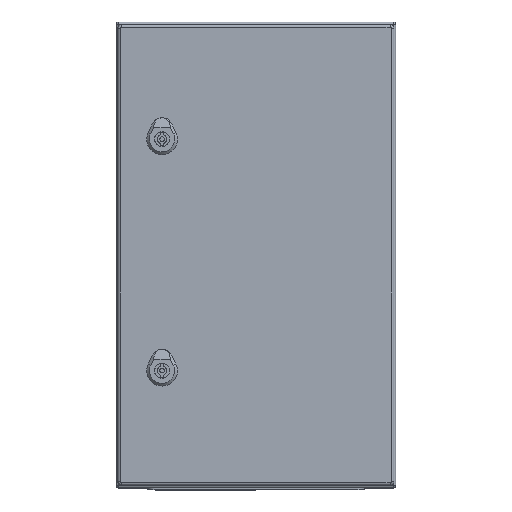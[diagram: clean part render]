
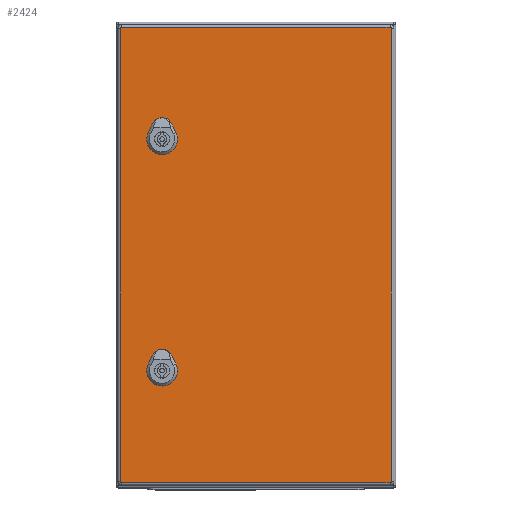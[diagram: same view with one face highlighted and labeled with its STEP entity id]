
A CAD part, top view. The second image highlights one B-rep face of the part: STEP entity #2424.
In plain terms, the highlighted face is planar.
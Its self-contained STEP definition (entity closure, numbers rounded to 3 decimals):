
#1447=FACE_BOUND('',#3685,.T.);
#1448=FACE_BOUND('',#3686,.T.);
#1449=FACE_BOUND('',#3687,.T.);
#2007=CIRCLE('',#10107,1.4);
#2008=CIRCLE('',#10108,1.4);
#2009=CIRCLE('',#10109,1.4);
#2010=CIRCLE('',#10110,1.4);
#2011=CIRCLE('',#10111,11.25);
#2012=CIRCLE('',#10112,11.25);
#2013=CIRCLE('',#10113,11.25);
#2014=CIRCLE('',#10114,11.25);
#2015=CIRCLE('',#10115,11.25);
#2016=CIRCLE('',#10116,11.25);
#2017=CIRCLE('',#10117,11.25);
#2018=CIRCLE('',#10118,11.25);
#2424=ADVANCED_FACE('',(#1447,#1448,#1449),#2733,.F.);
#2733=PLANE('',#10119);
#3685=EDGE_LOOP('',(#5195,#5196,#5197,#5198,#5199,#5200,#5201,#5202));
#3686=EDGE_LOOP('',(#5203,#5204,#5205,#5206,#5207,#5208,#5209,#5210));
#3687=EDGE_LOOP('',(#5211,#5212,#5213,#5214,#5215,#5216,#5217,#5218));
#5195=ORIENTED_EDGE('',*,*,#7759,.F.);
#5196=ORIENTED_EDGE('',*,*,#7760,.F.);
#5197=ORIENTED_EDGE('',*,*,#7761,.F.);
#5198=ORIENTED_EDGE('',*,*,#7762,.F.);
#5199=ORIENTED_EDGE('',*,*,#7763,.F.);
#5200=ORIENTED_EDGE('',*,*,#7764,.F.);
#5201=ORIENTED_EDGE('',*,*,#7765,.F.);
#5202=ORIENTED_EDGE('',*,*,#7766,.F.);
#5203=ORIENTED_EDGE('',*,*,#7767,.T.);
#5204=ORIENTED_EDGE('',*,*,#7768,.T.);
#5205=ORIENTED_EDGE('',*,*,#7769,.T.);
#5206=ORIENTED_EDGE('',*,*,#7770,.T.);
#5207=ORIENTED_EDGE('',*,*,#7771,.T.);
#5208=ORIENTED_EDGE('',*,*,#7772,.T.);
#5209=ORIENTED_EDGE('',*,*,#7773,.T.);
#5210=ORIENTED_EDGE('',*,*,#7774,.T.);
#5211=ORIENTED_EDGE('',*,*,#7775,.F.);
#5212=ORIENTED_EDGE('',*,*,#7776,.F.);
#5213=ORIENTED_EDGE('',*,*,#7777,.F.);
#5214=ORIENTED_EDGE('',*,*,#7778,.F.);
#5215=ORIENTED_EDGE('',*,*,#7779,.F.);
#5216=ORIENTED_EDGE('',*,*,#7780,.F.);
#5217=ORIENTED_EDGE('',*,*,#7781,.F.);
#5218=ORIENTED_EDGE('',*,*,#7782,.F.);
#6787=VERTEX_POINT('',#14906);
#6788=VERTEX_POINT('',#14907);
#6789=VERTEX_POINT('',#14909);
#6790=VERTEX_POINT('',#14911);
#6791=VERTEX_POINT('',#14913);
#6792=VERTEX_POINT('',#14915);
#6793=VERTEX_POINT('',#14917);
#6794=VERTEX_POINT('',#14919);
#6795=VERTEX_POINT('',#14922);
#6796=VERTEX_POINT('',#14923);
#6797=VERTEX_POINT('',#14925);
#6798=VERTEX_POINT('',#14927);
#6799=VERTEX_POINT('',#14929);
#6800=VERTEX_POINT('',#14931);
#6801=VERTEX_POINT('',#14933);
#6802=VERTEX_POINT('',#14935);
#6803=VERTEX_POINT('',#14938);
#6804=VERTEX_POINT('',#14939);
#6805=VERTEX_POINT('',#14941);
#6806=VERTEX_POINT('',#14943);
#6807=VERTEX_POINT('',#14945);
#6808=VERTEX_POINT('',#14947);
#6809=VERTEX_POINT('',#14949);
#6810=VERTEX_POINT('',#14951);
#7759=EDGE_CURVE('',#6787,#6788,#2007,.T.);
#7760=EDGE_CURVE('',#6789,#6787,#8581,.T.);
#7761=EDGE_CURVE('',#6790,#6789,#2008,.T.);
#7762=EDGE_CURVE('',#6791,#6790,#8582,.T.);
#7763=EDGE_CURVE('',#6792,#6791,#2009,.T.);
#7764=EDGE_CURVE('',#6793,#6792,#8583,.T.);
#7765=EDGE_CURVE('',#6794,#6793,#2010,.T.);
#7766=EDGE_CURVE('',#6788,#6794,#8584,.T.);
#7767=EDGE_CURVE('',#6795,#6796,#8585,.T.);
#7768=EDGE_CURVE('',#6796,#6797,#2011,.T.);
#7769=EDGE_CURVE('',#6797,#6798,#8586,.T.);
#7770=EDGE_CURVE('',#6798,#6799,#2012,.T.);
#7771=EDGE_CURVE('',#6799,#6800,#8587,.T.);
#7772=EDGE_CURVE('',#6800,#6801,#2013,.T.);
#7773=EDGE_CURVE('',#6801,#6802,#8588,.T.);
#7774=EDGE_CURVE('',#6802,#6795,#2014,.T.);
#7775=EDGE_CURVE('',#6803,#6804,#2015,.T.);
#7776=EDGE_CURVE('',#6805,#6803,#8589,.T.);
#7777=EDGE_CURVE('',#6806,#6805,#2016,.T.);
#7778=EDGE_CURVE('',#6807,#6806,#8590,.T.);
#7779=EDGE_CURVE('',#6808,#6807,#2017,.T.);
#7780=EDGE_CURVE('',#6809,#6808,#8591,.T.);
#7781=EDGE_CURVE('',#6810,#6809,#2018,.T.);
#7782=EDGE_CURVE('',#6804,#6810,#8592,.T.);
#8581=LINE('',#14908,#9231);
#8582=LINE('',#14912,#9232);
#8583=LINE('',#14916,#9233);
#8584=LINE('',#14920,#9234);
#8585=LINE('',#14921,#9235);
#8586=LINE('',#14926,#9236);
#8587=LINE('',#14930,#9237);
#8588=LINE('',#14934,#9238);
#8589=LINE('',#14940,#9239);
#8590=LINE('',#14944,#9240);
#8591=LINE('',#14948,#9241);
#8592=LINE('',#14952,#9242);
#9231=VECTOR('',#12011,1.);
#9232=VECTOR('',#12014,1.);
#9233=VECTOR('',#12017,1.);
#9234=VECTOR('',#12020,1.);
#9235=VECTOR('',#12021,1.);
#9236=VECTOR('',#12024,1.);
#9237=VECTOR('',#12027,1.);
#9238=VECTOR('',#12030,1.);
#9239=VECTOR('',#12035,1.);
#9240=VECTOR('',#12038,1.);
#9241=VECTOR('',#12041,1.);
#9242=VECTOR('',#12044,1.);
#10107=AXIS2_PLACEMENT_3D('',#14905,#12009,#12010);
#10108=AXIS2_PLACEMENT_3D('',#14910,#12012,#12013);
#10109=AXIS2_PLACEMENT_3D('',#14914,#12015,#12016);
#10110=AXIS2_PLACEMENT_3D('',#14918,#12018,#12019);
#10111=AXIS2_PLACEMENT_3D('',#14924,#12022,#12023);
#10112=AXIS2_PLACEMENT_3D('',#14928,#12025,#12026);
#10113=AXIS2_PLACEMENT_3D('',#14932,#12028,#12029);
#10114=AXIS2_PLACEMENT_3D('',#14936,#12031,#12032);
#10115=AXIS2_PLACEMENT_3D('',#14937,#12033,#12034);
#10116=AXIS2_PLACEMENT_3D('',#14942,#12036,#12037);
#10117=AXIS2_PLACEMENT_3D('',#14946,#12039,#12040);
#10118=AXIS2_PLACEMENT_3D('',#14950,#12042,#12043);
#10119=AXIS2_PLACEMENT_3D('',#14953,#12045,#12046);
#12009=DIRECTION('',(0.,0.,1.));
#12010=DIRECTION('',(1.,0.,0.));
#12011=DIRECTION('',(0.,-1.,0.));
#12012=DIRECTION('',(0.,0.,1.));
#12013=DIRECTION('',(1.,0.,0.));
#12014=DIRECTION('',(-1.,0.,0.));
#12015=DIRECTION('',(0.,0.,1.));
#12016=DIRECTION('',(1.,0.,0.));
#12017=DIRECTION('',(0.,1.,0.));
#12018=DIRECTION('',(0.,0.,1.));
#12019=DIRECTION('',(1.,0.,0.));
#12020=DIRECTION('',(1.,0.,0.));
#12021=DIRECTION('',(-1.,0.,0.));
#12022=DIRECTION('',(0.,0.,1.));
#12023=DIRECTION('',(1.,0.,0.));
#12024=DIRECTION('',(0.,-1.,0.));
#12025=DIRECTION('',(0.,0.,1.));
#12026=DIRECTION('',(1.,0.,0.));
#12027=DIRECTION('',(1.,0.,0.));
#12028=DIRECTION('',(0.,0.,1.));
#12029=DIRECTION('',(1.,0.,0.));
#12030=DIRECTION('',(0.,1.,0.));
#12031=DIRECTION('',(0.,0.,1.));
#12032=DIRECTION('',(1.,0.,0.));
#12033=DIRECTION('',(0.,0.,-1.));
#12034=DIRECTION('',(1.,0.,0.));
#12035=DIRECTION('',(-1.,0.,0.));
#12036=DIRECTION('',(0.,0.,-1.));
#12037=DIRECTION('',(1.,0.,0.));
#12038=DIRECTION('',(0.,-1.,0.));
#12039=DIRECTION('',(0.,0.,-1.));
#12040=DIRECTION('',(1.,0.,0.));
#12041=DIRECTION('',(1.,0.,0.));
#12042=DIRECTION('',(0.,0.,-1.));
#12043=DIRECTION('',(1.,0.,0.));
#12044=DIRECTION('',(0.,1.,0.));
#12045=DIRECTION('',(0.,0.,1.));
#12046=DIRECTION('',(1.,0.,0.));
#14905=CARTESIAN_POINT('',(-143.95,-243.,0.));
#14906=CARTESIAN_POINT('',(-145.35,-243.,0.));
#14907=CARTESIAN_POINT('',(-143.95,-244.4,0.));
#14908=CARTESIAN_POINT('',(-145.35,243.,0.));
#14909=CARTESIAN_POINT('',(-145.35,243.,0.));
#14910=CARTESIAN_POINT('',(-143.95,243.,0.));
#14911=CARTESIAN_POINT('',(-143.95,244.4,0.));
#14912=CARTESIAN_POINT('',(143.95,244.4,0.));
#14913=CARTESIAN_POINT('',(143.95,244.4,0.));
#14914=CARTESIAN_POINT('',(143.95,243.,0.));
#14915=CARTESIAN_POINT('',(145.35,243.,0.));
#14916=CARTESIAN_POINT('',(145.35,-243.,0.));
#14917=CARTESIAN_POINT('',(145.35,-243.,0.));
#14918=CARTESIAN_POINT('',(143.95,-243.,0.));
#14919=CARTESIAN_POINT('',(143.95,-244.4,0.));
#14920=CARTESIAN_POINT('',(-143.95,-244.4,0.));
#14921=CARTESIAN_POINT('',(-143.95,134.4,0.));
#14922=CARTESIAN_POINT('',(105.396,134.4,0.));
#14923=CARTESIAN_POINT('',(95.904,134.4,0.));
#14924=CARTESIAN_POINT('',(100.65,124.2,0.));
#14925=CARTESIAN_POINT('',(90.45,128.946,0.));
#14926=CARTESIAN_POINT('',(90.45,243.,0.));
#14927=CARTESIAN_POINT('',(90.45,119.454,0.));
#14928=CARTESIAN_POINT('',(100.65,124.2,0.));
#14929=CARTESIAN_POINT('',(95.904,114.,0.));
#14930=CARTESIAN_POINT('',(-143.95,114.,0.));
#14931=CARTESIAN_POINT('',(105.396,114.,0.));
#14932=CARTESIAN_POINT('',(100.65,124.2,0.));
#14933=CARTESIAN_POINT('',(110.85,119.454,0.));
#14934=CARTESIAN_POINT('',(110.85,243.,0.));
#14935=CARTESIAN_POINT('',(110.85,128.946,0.));
#14936=CARTESIAN_POINT('',(100.65,124.2,0.));
#14937=CARTESIAN_POINT('',(100.65,-124.2,0.));
#14938=CARTESIAN_POINT('',(95.904,-134.4,0.));
#14939=CARTESIAN_POINT('',(90.45,-128.946,0.));
#14940=CARTESIAN_POINT('',(-143.95,-134.4,0.));
#14941=CARTESIAN_POINT('',(105.396,-134.4,0.));
#14942=CARTESIAN_POINT('',(100.65,-124.2,0.));
#14943=CARTESIAN_POINT('',(110.85,-128.946,0.));
#14944=CARTESIAN_POINT('',(110.85,243.,0.));
#14945=CARTESIAN_POINT('',(110.85,-119.454,0.));
#14946=CARTESIAN_POINT('',(100.65,-124.2,0.));
#14947=CARTESIAN_POINT('',(105.396,-114.,0.));
#14948=CARTESIAN_POINT('',(-143.95,-114.,0.));
#14949=CARTESIAN_POINT('',(95.904,-114.,0.));
#14950=CARTESIAN_POINT('',(100.65,-124.2,0.));
#14951=CARTESIAN_POINT('',(90.45,-119.454,0.));
#14952=CARTESIAN_POINT('',(90.45,243.,0.));
#14953=CARTESIAN_POINT('',(-143.95,243.,0.));
